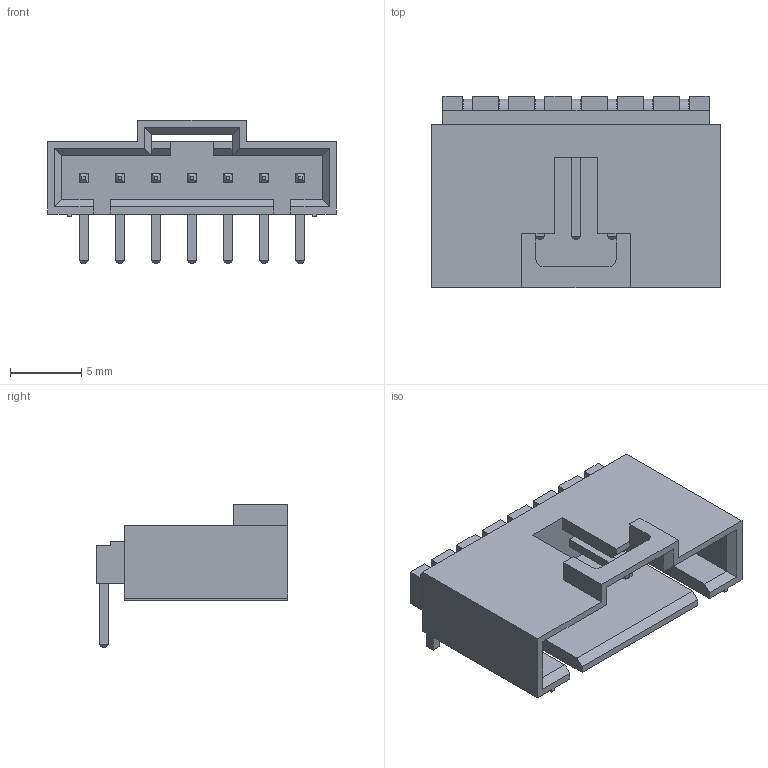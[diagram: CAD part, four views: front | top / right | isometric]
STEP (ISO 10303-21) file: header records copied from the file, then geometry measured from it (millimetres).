
FILE_DESCRIPTION (( 'STEP AP214' ), '1' );
FILE_NAME ('MX2.54-7R.STEP', '2020-11-10T12:22:52', ( 'Elessar' ), ( '' ), 'SwSTEP 2.0', 'SolidWorks 2018', '' );
FILE_SCHEMA (( 'AUTOMOTIVE_DESIGN' ));
Length unit declared in the file: millimetre
Products named in the file (1): MX2.54-7R
Bounding box: 20.33 x 13.5 x 10.1 mm (x, y, z)
Volume: 753 mm3; surface area: 1498.2 mm2
Topology: 1 solids, 1 shells, 243 faces, 590 edges, 362 vertices
Faces by surface type: plane 220, bspline 14, cylinder 9
Entity records: 9156 total; most frequent: CARTESIAN_POINT 1798, ORIENTED_EDGE 1180, DIRECTION 1082, EDGE_CURVE 590, LINE 558, VECTOR 558, VERTEX_POINT 362, AXIS2_PLACEMENT_3D 262
